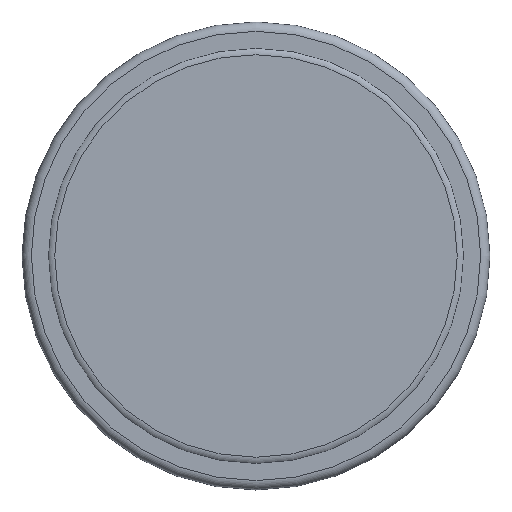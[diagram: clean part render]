
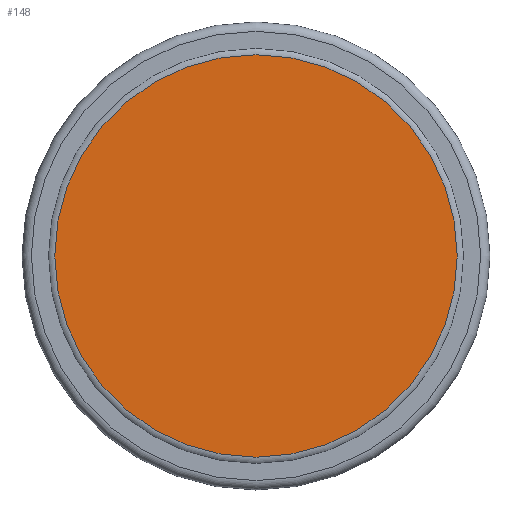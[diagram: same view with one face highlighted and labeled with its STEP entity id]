
A CAD part, top view. The second image highlights one B-rep face of the part: STEP entity #148.
In plain terms, the highlighted planar face has unit normal (0, 0, 1).
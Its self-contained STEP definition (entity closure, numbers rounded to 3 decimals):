
#127 = VERTEX_POINT('',#128);
#128 = CARTESIAN_POINT('',(8.6,0.,1.6));
#135 = EDGE_CURVE('',#127,#127,#136,.T.);
#136 = CIRCLE('',#137,8.6);
#137 = AXIS2_PLACEMENT_3D('',#138,#139,#140);
#138 = CARTESIAN_POINT('',(0.,0.,1.6));
#139 = DIRECTION('',(0.,0.,1.));
#140 = DIRECTION('',(1.,0.,0.));
#148 = ADVANCED_FACE('',(#149),#152,.T.);
#149 = FACE_BOUND('',#150,.T.);
#150 = EDGE_LOOP('',(#151));
#151 = ORIENTED_EDGE('',*,*,#135,.T.);
#152 = PLANE('',#153);
#153 = AXIS2_PLACEMENT_3D('',#154,#155,#156);
#154 = CARTESIAN_POINT('',(0.,0.,1.6));
#155 = DIRECTION('',(0.,0.,1.));
#156 = DIRECTION('',(1.,0.,0.));
